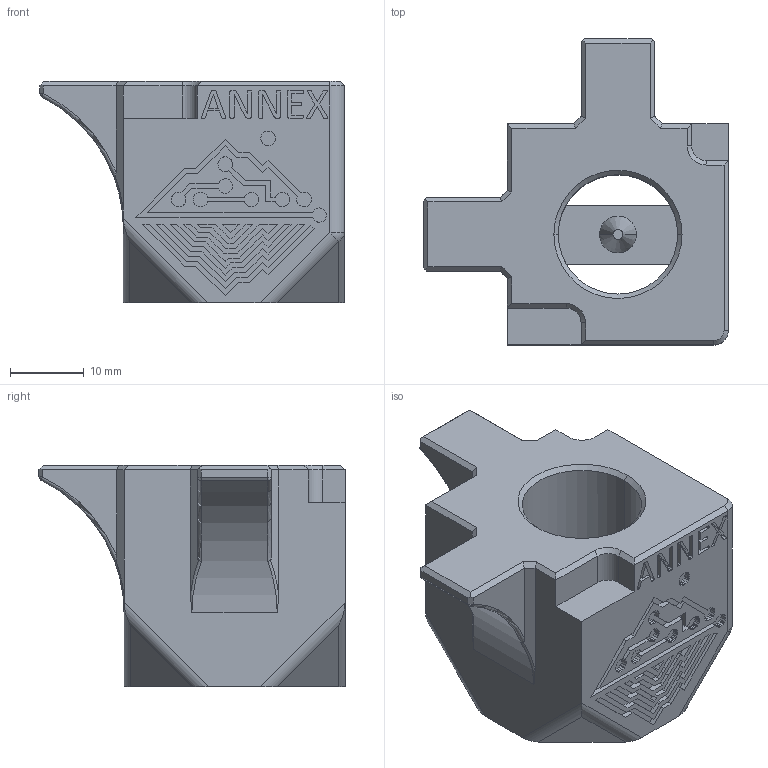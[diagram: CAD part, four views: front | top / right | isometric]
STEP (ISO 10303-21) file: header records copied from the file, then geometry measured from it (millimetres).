
FILE_DESCRIPTION (( 'STEP AP214' ), '1' );
FILE_NAME ('Test cube logo 3030.STEP', '2020-11-15T22:26:45', ( '' ), ( '' ), 'SwSTEP 2.0', 'SolidWorks 2020', '' );
FILE_SCHEMA (( 'AUTOMOTIVE_DESIGN' ));
Length unit declared in the file: millimetre
Products named in the file (1): Test cube logo 3030
Bounding box: 41.39 x 41.55 x 30 mm (x, y, z)
Volume: 21125.2 mm3; surface area: 7516 mm2
Topology: 1 solids, 1 shells, 631 faces, 1807 edges, 1189 vertices
Faces by surface type: plane 549, bspline 54, cylinder 15, cone 7, torus 4, sphere 2
Entity records: 21720 total; most frequent: CARTESIAN_POINT 5655, ORIENTED_EDGE 3598, DIRECTION 2859, EDGE_CURVE 1799, LINE 1625, VECTOR 1625, VERTEX_POINT 1187, EDGE_LOOP 652
